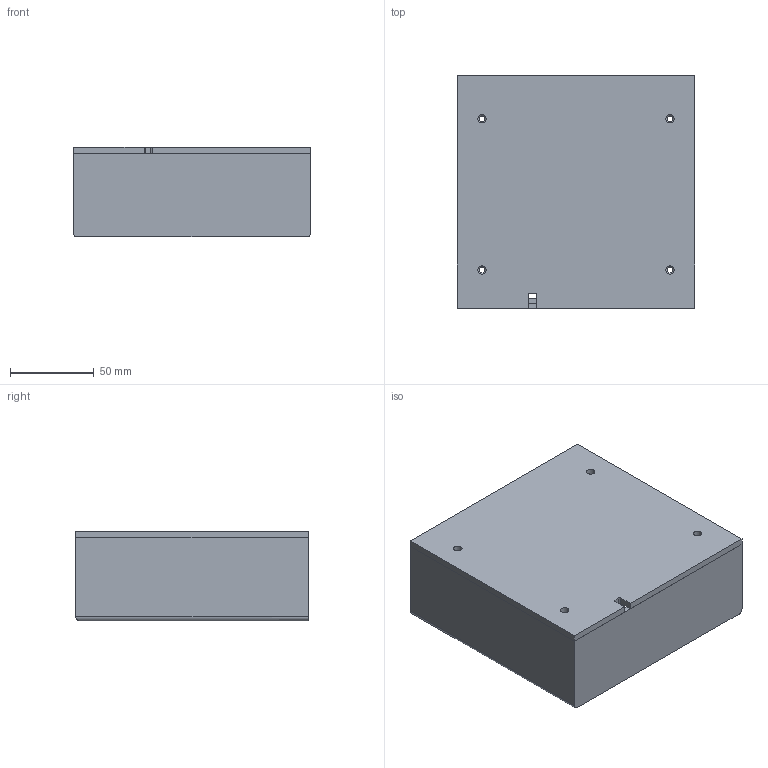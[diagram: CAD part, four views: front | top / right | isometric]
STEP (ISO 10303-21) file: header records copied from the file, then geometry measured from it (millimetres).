
FILE_DESCRIPTION(/* description */ (''),/* implementation_level */ '2;1');
FILE_NAME(/* name */ 'Illumindex.step',/* time_stamp */ '2025-05-11T18:49:44-04:00',/* author */ (''),/* organization */ (''),/* preprocessor_version */ 'ST-DEVELOPER v20.1',/* originating_system */ 'Autodesk Translation Framework v14.4.0.0',/* authorisation */ '');
FILE_SCHEMA (('AUTOMOTIVE_DESIGN { 1 0 10303 214 3 1 1 }'));
Length unit declared in the file: millimetre
Products named in the file (1): Illumindex
Bounding box: 142 x 139 x 53.85 mm (x, y, z)
Volume: 262050.2 mm3; surface area: 116030.6 mm2
Topology: 2 solids, 2 shells, 140 faces, 358 edges, 230 vertices
Faces by surface type: plane 118, cylinder 18, cone 4
Full cylindrical faces by diameter (mm): 3.5 x4, 5 x4, 9.5 x4
Entity records: 4214 total; most frequent: CARTESIAN_POINT 729, ORIENTED_EDGE 716, DIRECTION 674, EDGE_CURVE 358, LINE 324, VECTOR 324, VERTEX_POINT 230, AXIS2_PLACEMENT_3D 175
